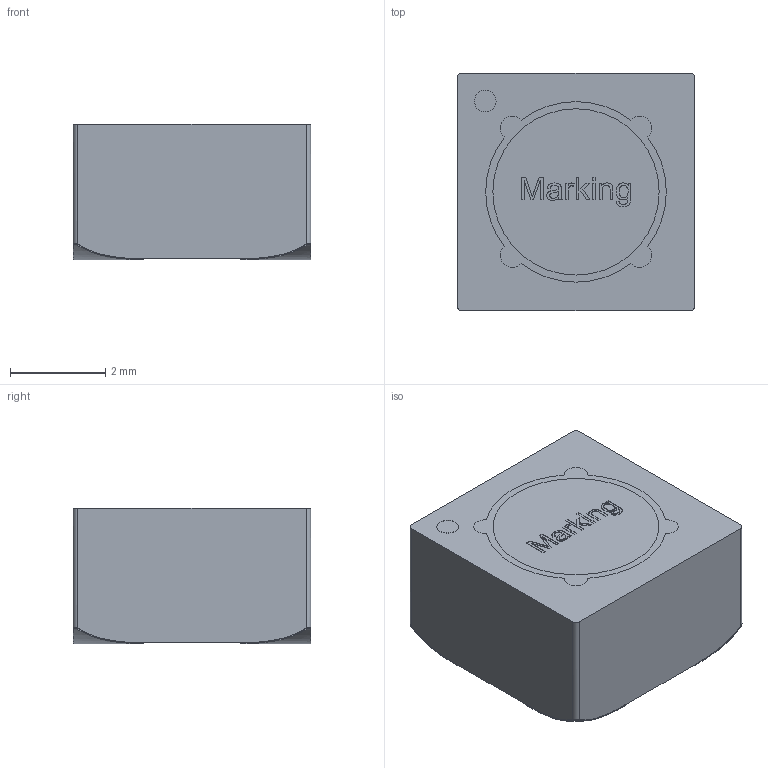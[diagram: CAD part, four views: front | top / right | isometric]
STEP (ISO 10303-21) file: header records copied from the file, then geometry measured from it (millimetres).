
FILE_DESCRIPTION( ( 'Unknown' ), '1' );
FILE_NAME( 'IndMTCI_5030.stp', 'Unknown', ( 'Unknown' ), ( 'Unknown' ), 'PSStep 19.0.9', 'Unknown', ' ' );
FILE_SCHEMA( ( 'AUTOMOTIVE_DESIGN { 1 0 10303 214 1 1 1 1 }' ) );
Length unit declared in the file: millimetre
Products named in the file (8): Assem1; pins; Shielding; Core; glue
Assembly tree (7 placements, depth 2):
  Assem1
    pins
    pins
    pins
    pins
    Shielding
    Core
    glue
Bounding box: 5 x 5 x 2.85 mm (x, y, z)
Volume: 53.7 mm3; surface area: 197.2 mm2
Topology: 7 solids, 7 shells, 162 faces, 390 edges, 255 vertices
Faces by surface type: plane 93, cylinder 41, extrusion 16, torus 12
Full cylindrical faces by diameter (mm): 0.458 x1, 1.9 x1, 3.5 x3
Entity records: 7016 total; most frequent: CARTESIAN_POINT 2068, ORIENTED_EDGE 766, DIRECTION 629, EDGE_CURVE 383, VERTEX_POINT 254, AXIS2_PLACEMENT_3D 236, EDGE_LOOP 185, B_SPLINE_CURVE_WITH_KNOTS 176
